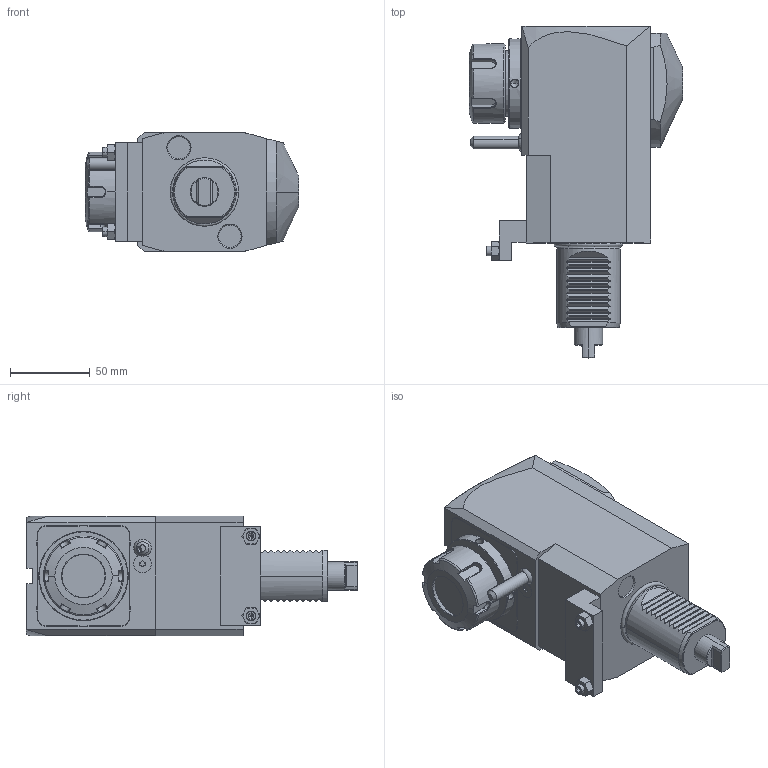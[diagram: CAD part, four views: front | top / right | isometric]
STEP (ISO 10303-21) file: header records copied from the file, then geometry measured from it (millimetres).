
FILE_DESCRIPTION((''),'2;1');
FILE_NAME('NGT1_40_221_32_1_3_100D','2023-03-13T',('vali'),('NOVA GRUP'),'PRO/ENGINEER BY PARAMETRIC TECHNOLOGY CORPORATION, 2010280','PRO/ENGINEER BY PARAMETRIC TECHNOLOGY CORPORATION, 2010280','');
FILE_SCHEMA(('CONFIG_CONTROL_DESIGN'));
Length unit declared in the file: millimetre
Products named in the file (1): NGT1_40_221_32_1_3_100D
Bounding box: 133.6 x 208 x 75 mm (x, y, z)
Volume: 996592.2 mm3; surface area: 79128.3 mm2
Topology: 1 solids, 1 shells, 439 faces, 1136 edges, 704 vertices
Faces by surface type: plane 210, cylinder 86, cone 83, bspline 42, torus 14, extrusion 2, sphere 2
Entity records: 18349 total; most frequent: CARTESIAN_POINT 8504, ORIENTED_EDGE 2232, DIRECTION 1710, EDGE_CURVE 1116, VERTEX_POINT 704, AXIS2_PLACEMENT_3D 597, VECTOR 516, LINE 514
